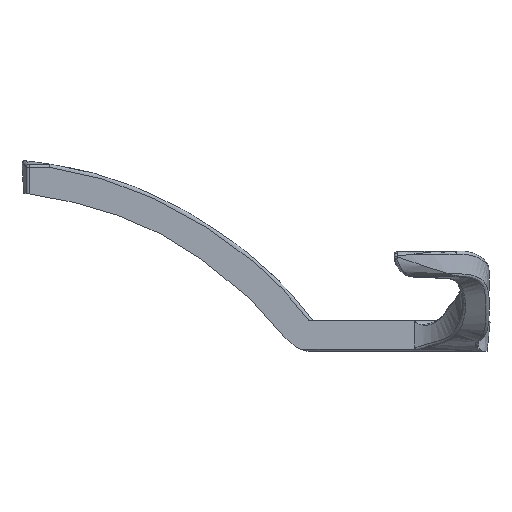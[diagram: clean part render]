
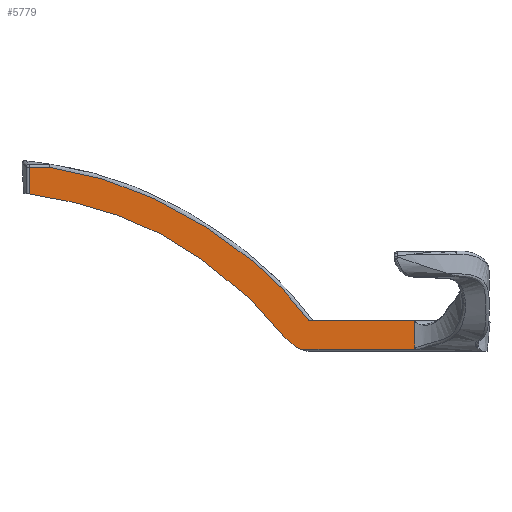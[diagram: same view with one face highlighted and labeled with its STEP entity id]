
A CAD part, left-side view. The second image highlights one B-rep face of the part: STEP entity #5779.
In plain terms, the highlighted planar face has unit normal (-1, 0, 0).
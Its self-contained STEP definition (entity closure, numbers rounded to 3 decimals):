
#4 = CARTESIAN_POINT ( 'NONE',  ( -8.88, 138.137, 57.651 ) ) ;
#58 = CARTESIAN_POINT ( 'NONE',  ( -8.88, 56.76, 9.602 ) ) ;
#62 = VECTOR ( 'NONE', #5084, 1000. ) ;
#67 = VERTEX_POINT ( 'NONE', #1724 ) ;
#107 = CARTESIAN_POINT ( 'NONE',  ( -8.88, 59.281, 0.584 ) ) ;
#356 = CARTESIAN_POINT ( 'NONE',  ( -8.88, 107.191, 48.74 ) ) ;
#436 = AXIS2_PLACEMENT_3D ( 'NONE', #2609, #3567, #1831 ) ;
#521 = CARTESIAN_POINT ( 'NONE',  ( -8.88, 134.138, 57.037 ) ) ;
#564 = B_SPLINE_CURVE_WITH_KNOTS ( 'NONE', 3,
 ( #6176, #7808, #3802, #695, #10106, #3853, #7119, #10268 ),
 .UNSPECIFIED., .F., .F.,
 ( 4, 1, 1, 1, 1, 4 ),
 ( 0.036, 0.087, 0.192, 0.323, 0.505, 0.983 ),
 .UNSPECIFIED. ) ;
#643 = VERTEX_POINT ( 'NONE', #9210 ) ;
#695 = CARTESIAN_POINT ( 'NONE',  ( -8.88, 71.159, 13.199 ) ) ;
#761 = CARTESIAN_POINT ( 'NONE',  ( -8.88, 22.729, 0.584 ) ) ;
#1118 = ORIENTED_EDGE ( 'NONE', *, *, #3074, .F. ) ;
#1198 = CARTESIAN_POINT ( 'NONE',  ( -8.88, 91.234, 40.328 ) ) ;
#1255 = CARTESIAN_POINT ( 'NONE',  ( -8.88, 76.34, 29.927 ) ) ;
#1312 = CARTESIAN_POINT ( 'NONE',  ( -8.88, 56.76, 9.602 ) ) ;
#1352 = CARTESIAN_POINT ( 'NONE',  ( -8.88, 23.618, 1.014 ) ) ;
#1559 = CARTESIAN_POINT ( 'NONE',  ( -8.88, 146.69, 0.584 ) ) ;
#1612 = EDGE_CURVE ( 'NONE', #8307, #643, #6619, .T. ) ;
#1724 = CARTESIAN_POINT ( 'NONE',  ( -8.88, 144.404, 57.651 ) ) ;
#1831 = DIRECTION ( 'NONE',  ( 0., 0., 1. ) ) ;
#1932 = LINE ( 'NONE', #2661, #8486 ) ;
#1934 = ORIENTED_EDGE ( 'NONE', *, *, #7963, .F. ) ;
#2006 = EDGE_LOOP ( 'NONE', ( #6848, #10319, #1118, #9421, #2382, #1934, #8517, #2058, #7429, #5526 ) ) ;
#2045 = CARTESIAN_POINT ( 'NONE',  ( -8.88, 130.17, 56.272 ) ) ;
#2058 = ORIENTED_EDGE ( 'NONE', *, *, #6181, .F. ) ;
#2105 = CARTESIAN_POINT ( 'NONE',  ( -8.88, 118.463, 53.034 ) ) ;
#2160 = CARTESIAN_POINT ( 'NONE',  ( -8.88, 99.961, 45.287 ) ) ;
#2175 = VERTEX_POINT ( 'NONE', #7678 ) ;
#2278 = VERTEX_POINT ( 'NONE', #8352 ) ;
#2382 = ORIENTED_EDGE ( 'NONE', *, *, #9716, .F. ) ;
#2399 = CARTESIAN_POINT ( 'NONE',  ( -8.88, 23.618, 0.96 ) ) ;
#2609 = CARTESIAN_POINT ( 'NONE',  ( -8.88, 23.618, 80. ) ) ;
#2661 = CARTESIAN_POINT ( 'NONE',  ( -8.88, 23.618, 57.651 ) ) ;
#2939 = CARTESIAN_POINT ( 'NONE',  ( -8.88, 110.884, 50.304 ) ) ;
#3074 = EDGE_CURVE ( 'NONE', #67, #9843, #1932, .T. ) ;
#3423 = CARTESIAN_POINT ( 'NONE',  ( -8.88, 23.618, 9.59 ) ) ;
#3488 = VERTEX_POINT ( 'NONE', #1352 ) ;
#3567 = DIRECTION ( 'NONE',  ( 1., 0., 0. ) ) ;
#3569 = CARTESIAN_POINT ( 'NONE',  ( -8.88, 89.522, 39.266 ) ) ;
#3802 = CARTESIAN_POINT ( 'NONE',  ( -8.88, 65.438, 4.889 ) ) ;
#3853 = CARTESIAN_POINT ( 'NONE',  ( -8.88, 104.556, 40.027 ) ) ;
#3972 = CARTESIAN_POINT ( 'NONE',  ( -8.88, 22.515, 0.584 ) ) ;
#3986 = VECTOR ( 'NONE', #5498, 1000. ) ;
#4018 = CARTESIAN_POINT ( 'NONE',  ( -8.88, 23.36, 0.696 ) ) ;
#4327 = VECTOR ( 'NONE', #6631, 1000. ) ;
#4357 = CARTESIAN_POINT ( 'NONE',  ( -8.88, 70.236, 24.67 ) ) ;
#4401 = B_SPLINE_CURVE_WITH_KNOTS ( 'NONE', 3,
 ( #10198, #521, #2045, #8401, #5247, #5925, #4520, #2105, #6890, #2939, #356, #2160, #10085, #1198, #3569, #8456, #9132, #9970, #1255, #4357, #4462, #6778, #7674, #7567, #4409, #1312 ),
 .UNSPECIFIED., .F., .F.,
 ( 4, 2, 2, 2, 2, 2, 2, 2, 2, 2, 2, 2, 4 ),
 ( 0.005, 0.017, 0.02, 0.023, 0.029, 0.042, 0.054, 0.06, 0.066, 0.078, 0.09, 0.096, 0.102 ),
 .UNSPECIFIED. ) ;
#4409 = CARTESIAN_POINT ( 'NONE',  ( -8.88, 57.96, 11.238 ) ) ;
#4421 = LINE ( 'NONE', #3423, #4327 ) ;
#4462 = CARTESIAN_POINT ( 'NONE',  ( -8.88, 67.311, 21.891 ) ) ;
#4520 = CARTESIAN_POINT ( 'NONE',  ( -8.88, 121.364, 53.935 ) ) ;
#4652 = VERTEX_POINT ( 'NONE', #6901 ) ;
#4676 = VECTOR ( 'NONE', #7869, 1000. ) ;
#4809 = CARTESIAN_POINT ( 'NONE',  ( -8.88, 22.942, 0.595 ) ) ;
#4937 = CARTESIAN_POINT ( 'NONE',  ( -8.88, 4.544, 9.602 ) ) ;
#5084 = DIRECTION ( 'NONE',  ( 0., -1., 0. ) ) ;
#5247 = CARTESIAN_POINT ( 'NONE',  ( -8.88, 124.288, 54.773 ) ) ;
#5336 = LINE ( 'NONE', #8548, #4676 ) ;
#5498 = DIRECTION ( 'NONE',  ( 0., 1., 0. ) ) ;
#5526 = ORIENTED_EDGE ( 'NONE', *, *, #7724, .F. ) ;
#5656 = CARTESIAN_POINT ( 'NONE',  ( -8.88, 23.618, 80. ) ) ;
#5684 = CARTESIAN_POINT ( 'NONE',  ( -8.88, 4.375, 9.598 ) ) ;
#5779 = ADVANCED_FACE ( 'NONE', ( #9026 ), #9808, .F. ) ;
#5925 = CARTESIAN_POINT ( 'NONE',  ( -8.88, 122.338, 54.223 ) ) ;
#5983 = DIRECTION ( 'NONE',  ( 0., -1., 0. ) ) ;
#6176 = CARTESIAN_POINT ( 'NONE',  ( -8.88, 59.281, 0.584 ) ) ;
#6181 = EDGE_CURVE ( 'NONE', #4652, #3488, #8961, .T. ) ;
#6277 = B_SPLINE_CURVE_WITH_KNOTS ( 'NONE', 3,
 ( #7336, #2399, #6549, #9688, #6497, #4018, #7189, #4809, #761, #3972 ),
 .UNSPECIFIED., .F., .F.,
 ( 4, 2, 2, 2, 4 ),
 ( 0., 0., 0., 0.001, 0.001 ),
 .UNSPECIFIED. ) ;
#6475 = CARTESIAN_POINT ( 'NONE',  ( -8.88, 4.459, 9.602 ) ) ;
#6497 = CARTESIAN_POINT ( 'NONE',  ( -8.88, 23.498, 0.781 ) ) ;
#6549 = CARTESIAN_POINT ( 'NONE',  ( -8.88, 23.602, 0.906 ) ) ;
#6619 = LINE ( 'NONE', #9915, #62 ) ;
#6631 = DIRECTION ( 'NONE',  ( 0., 1., 0. ) ) ;
#6778 = CARTESIAN_POINT ( 'NONE',  ( -8.88, 63.148, 17.458 ) ) ;
#6810 = EDGE_CURVE ( 'NONE', #9843, #8307, #4401, .T. ) ;
#6848 = ORIENTED_EDGE ( 'NONE', *, *, #1612, .F. ) ;
#6890 = CARTESIAN_POINT ( 'NONE',  ( -8.88, 116.552, 52.385 ) ) ;
#6901 = CARTESIAN_POINT ( 'NONE',  ( -8.88, 23.618, 9.59 ) ) ;
#7007 = VECTOR ( 'NONE', #8864, 1000. ) ;
#7119 = CARTESIAN_POINT ( 'NONE',  ( -8.88, 127.834, 46.924 ) ) ;
#7189 = CARTESIAN_POINT ( 'NONE',  ( -8.88, 23.255, 0.665 ) ) ;
#7336 = CARTESIAN_POINT ( 'NONE',  ( -8.88, 23.618, 1.014 ) ) ;
#7429 = ORIENTED_EDGE ( 'NONE', *, *, #7880, .F. ) ;
#7567 = CARTESIAN_POINT ( 'NONE',  ( -8.88, 59.209, 12.832 ) ) ;
#7674 = CARTESIAN_POINT ( 'NONE',  ( -8.88, 61.803, 15.941 ) ) ;
#7678 = CARTESIAN_POINT ( 'NONE',  ( -8.88, 22.515, 0.584 ) ) ;
#7714 = VERTEX_POINT ( 'NONE', #8204 ) ;
#7724 = EDGE_CURVE ( 'NONE', #643, #2278, #9030, .T. ) ;
#7749 = VERTEX_POINT ( 'NONE', #107 ) ;
#7808 = CARTESIAN_POINT ( 'NONE',  ( -8.88, 60.926, 1.274 ) ) ;
#7869 = DIRECTION ( 'NONE',  ( 0., 0., 1. ) ) ;
#7880 = EDGE_CURVE ( 'NONE', #2278, #4652, #4421, .T. ) ;
#7963 = EDGE_CURVE ( 'NONE', #2175, #7749, #8021, .T. ) ;
#8021 = LINE ( 'NONE', #1559, #3986 ) ;
#8204 = CARTESIAN_POINT ( 'NONE',  ( -8.88, 144.404, 49.272 ) ) ;
#8307 = VERTEX_POINT ( 'NONE', #58 ) ;
#8352 = CARTESIAN_POINT ( 'NONE',  ( -8.88, 4.291, 9.59 ) ) ;
#8401 = CARTESIAN_POINT ( 'NONE',  ( -8.88, 125.266, 55.034 ) ) ;
#8456 = CARTESIAN_POINT ( 'NONE',  ( -8.88, 86.137, 37.064 ) ) ;
#8486 = VECTOR ( 'NONE', #5983, 1000. ) ;
#8517 = ORIENTED_EDGE ( 'NONE', *, *, #8563, .F. ) ;
#8548 = CARTESIAN_POINT ( 'NONE',  ( -8.88, 144.404, 80. ) ) ;
#8563 = EDGE_CURVE ( 'NONE', #3488, #2175, #6277, .T. ) ;
#8864 = DIRECTION ( 'NONE',  ( 0., 0., -1. ) ) ;
#8889 = CARTESIAN_POINT ( 'NONE',  ( -8.88, 4.291, 9.59 ) ) ;
#8961 = LINE ( 'NONE', #5656, #7007 ) ;
#9026 = FACE_OUTER_BOUND ( 'NONE', #2006, .T. ) ;
#9030 = B_SPLINE_CURVE_WITH_KNOTS ( 'NONE', 3,
 ( #4937, #6475, #5684, #8889 ),
 .UNSPECIFIED., .F., .F.,
 ( 4, 4 ),
 ( 0., 0. ),
 .UNSPECIFIED. ) ;
#9132 = CARTESIAN_POINT ( 'NONE',  ( -8.88, 84.46, 35.923 ) ) ;
#9210 = CARTESIAN_POINT ( 'NONE',  ( -8.88, 4.544, 9.602 ) ) ;
#9421 = ORIENTED_EDGE ( 'NONE', *, *, #9589, .F. ) ;
#9589 = EDGE_CURVE ( 'NONE', #7714, #67, #5336, .T. ) ;
#9688 = CARTESIAN_POINT ( 'NONE',  ( -8.88, 23.54, 0.817 ) ) ;
#9716 = EDGE_CURVE ( 'NONE', #7749, #7714, #564, .T. ) ;
#9808 = PLANE ( 'NONE',  #436 ) ;
#9843 = VERTEX_POINT ( 'NONE', #4 ) ;
#9915 = CARTESIAN_POINT ( 'NONE',  ( -8.88, 23.618, 9.602 ) ) ;
#9970 = CARTESIAN_POINT ( 'NONE',  ( -8.88, 79.521, 32.405 ) ) ;
#10085 = CARTESIAN_POINT ( 'NONE',  ( -8.88, 96.425, 43.397 ) ) ;
#10106 = CARTESIAN_POINT ( 'NONE',  ( -8.88, 82.524, 22.814 ) ) ;
#10198 = CARTESIAN_POINT ( 'NONE',  ( -8.88, 138.137, 57.651 ) ) ;
#10268 = CARTESIAN_POINT ( 'NONE',  ( -8.88, 144.404, 49.272 ) ) ;
#10319 = ORIENTED_EDGE ( 'NONE', *, *, #6810, .F. ) ;
